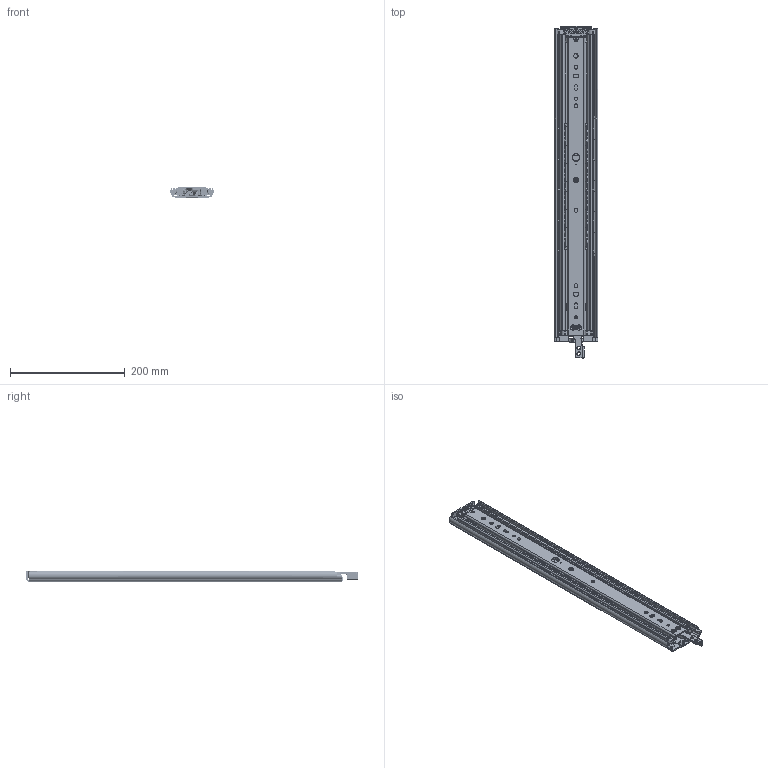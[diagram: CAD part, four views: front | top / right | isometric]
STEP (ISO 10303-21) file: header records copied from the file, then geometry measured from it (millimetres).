
FILE_DESCRIPTION(/* description */ ('TR7619 550 / 562 (19,1mm)'),/* implementation_level */ '2;1');
FILE_NAME(/* name */ '114S36.stp',/* time_stamp */ '2021-07-26T15:22:24+02:00',/* author */ ('r.groen'),/* organization */ (''),/* preprocessor_version */ 'ST-DEVELOPER v16.13',/* originating_system */ 'Autodesk Inventor 2018',/* authorisation */ '');
FILE_SCHEMA (('AUTOMOTIVE_DESIGN { 1 0 10303 214 3 1 1 }'));
Length unit declared in the file: millimetre
Products named in the file (38): 114-S36; 114-S36_1; 114-S36_2; 114-S36_3; 921955; 114-S36_4; 923553; 921714; 921708; 921706_Assy; 921706; 911073; 114-S36_5; 114-S36_6; 921751; 921750; 973008; 973007; 921739; 114-S36_7; 923034; 921713; 921707; 921705_Assy; 921705; 911078; 114-S36_8; 114-S36_9; 5921953; 922128; 921953; 913053; ISO 10642 - M4x6; 913058; 921946; 922126; 973009; 114-S36_10
Assembly tree (68 placements, depth 5):
  114-S36
    114-S36_1
    114-S36_2
      114-S36_3
      921955
    114-S36_4
      923553
        921714
        921706_Assy  x12
          921706
          911073
        921708  x4
    114-S36_5
      114-S36_6
      921751
      921750
      973008
        973007
        921739
    114-S36_7
      923034
        921713
        921705_Assy  x12
          921705
          911078
        921707  x4
    114-S36_8
      114-S36_9
      5921953
        922128
        921953
      913053
      ISO 10642 - M4x6  x2
      913058
      921946
      922126
      973009
      114-S36_10
Bounding box: 76.19 x 578 x 19.18 mm (x, y, z)
Volume: 385890.3 mm3; surface area: 339478.3 mm2
Topology: 100 solids, 100 shells, 7662 faces, 21560 edges, 13892 vertices
Faces by surface type: cylinder 4179, plane 2735, torus 312, bspline 256, cone 93, sphere 87
Full cylindrical faces by diameter (mm): 1.3 x3, 3 x3, 3.5 x1, 4 x3, 4.5 x1, 5.2 x4, 5.5 x2, 5.8 x1, 6.5 x1, 6.6 x8, 6.7 x1, 7 x1, 7.8 x1, 8 x3, 8.1 x24, 9.2 x24, 13.5 x1, 15 x1
Entity records: 101328 total; most frequent: CARTESIAN_POINT 27427, DIRECTION 15515, ORIENTED_EDGE 15290, EDGE_CURVE 7645, AXIS2_PLACEMENT_3D 5761, VERTEX_POINT 4838, LINE 3993, VECTOR 3993
